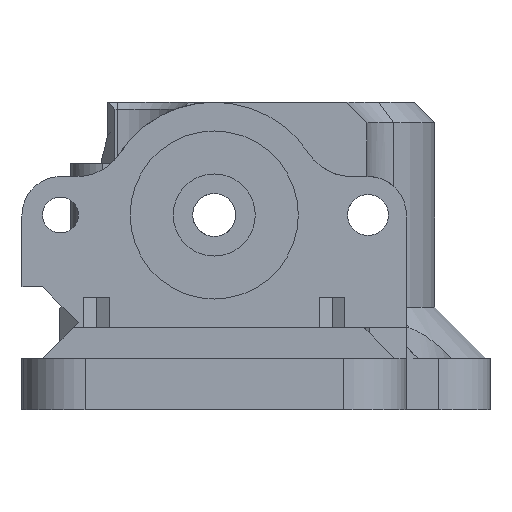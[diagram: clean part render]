
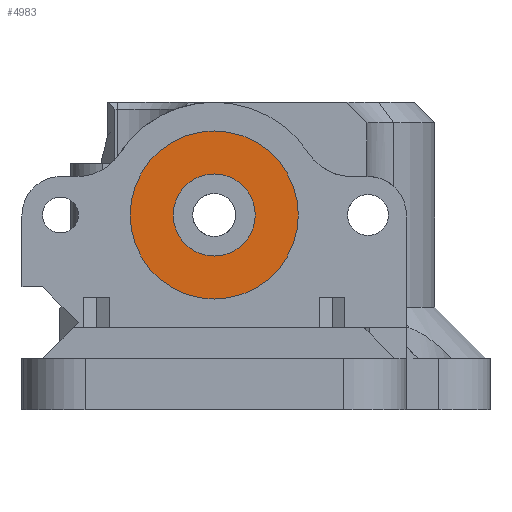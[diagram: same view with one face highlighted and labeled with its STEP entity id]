
A CAD part, front view. The second image highlights one B-rep face of the part: STEP entity #4983.
In plain terms, the highlighted planar face has unit normal (0, -1, 0).
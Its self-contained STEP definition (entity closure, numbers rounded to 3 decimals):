
#111 = CIRCLE ( 'NONE', #875, 8.2 ) ;
#488 = EDGE_CURVE ( 'NONE', #9388, #9114, #111, .T. ) ;
#875 = AXIS2_PLACEMENT_3D ( 'NONE', #8334, #9977, #2183 ) ;
#1268 = CARTESIAN_POINT ( 'NONE',  ( -27.7, 12.35, 19. ) ) ;
#1377 = EDGE_CURVE ( 'NONE', #9114, #9388, #5706, .T. ) ;
#1746 = ORIENTED_EDGE ( 'NONE', *, *, #488, .T. ) ;
#1806 = EDGE_CURVE ( 'NONE', #7895, #7864, #8780, .T. ) ;
#2100 = DIRECTION ( 'NONE',  ( 0., 0., -1. ) ) ;
#2183 = DIRECTION ( 'NONE',  ( 0., 0., -1. ) ) ;
#3313 = CARTESIAN_POINT ( 'NONE',  ( -27.7, 12.35, 10.8 ) ) ;
#3812 = EDGE_LOOP ( 'NONE', ( #5084, #8134 ) ) ;
#4007 = EDGE_CURVE ( 'NONE', #7864, #7895, #5032, .T. ) ;
#4374 = AXIS2_PLACEMENT_3D ( 'NONE', #1268, #5179, #2100 ) ;
#4736 = EDGE_LOOP ( 'NONE', ( #5844, #1746 ) ) ;
#4983 = ADVANCED_FACE ( 'NONE', ( #7623, #9477 ), #6789, .T. ) ;
#5032 = CIRCLE ( 'NONE', #9783, 4. ) ;
#5060 = CARTESIAN_POINT ( 'NONE',  ( -27.7, 12.35, 19. ) ) ;
#5084 = ORIENTED_EDGE ( 'NONE', *, *, #4007, .F. ) ;
#5179 = DIRECTION ( 'NONE',  ( 0., -1., 0. ) ) ;
#5368 = CARTESIAN_POINT ( 'NONE',  ( -27.7, 12.35, 19. ) ) ;
#5486 = CARTESIAN_POINT ( 'NONE',  ( -27.7, 12.35, 27.2 ) ) ;
#5706 = CIRCLE ( 'NONE', #5724, 8.2 ) ;
#5724 = AXIS2_PLACEMENT_3D ( 'NONE', #5060, #8219, #6654 ) ;
#5844 = ORIENTED_EDGE ( 'NONE', *, *, #1377, .T. ) ;
#5967 = CARTESIAN_POINT ( 'NONE',  ( -27.7, 12.35, 19. ) ) ;
#6086 = CARTESIAN_POINT ( 'NONE',  ( -27.7, 12.35, 15. ) ) ;
#6173 = DIRECTION ( 'NONE',  ( 0., 0., -1. ) ) ;
#6574 = AXIS2_PLACEMENT_3D ( 'NONE', #5967, #6754, #9935 ) ;
#6654 = DIRECTION ( 'NONE',  ( 0., 0., -1. ) ) ;
#6754 = DIRECTION ( 'NONE',  ( 0., -1., 0. ) ) ;
#6789 = PLANE ( 'NONE',  #4374 ) ;
#7089 = CARTESIAN_POINT ( 'NONE',  ( -27.7, 12.35, 23. ) ) ;
#7623 = FACE_OUTER_BOUND ( 'NONE', #4736, .T. ) ;
#7827 = DIRECTION ( 'NONE',  ( 0., -1., 0. ) ) ;
#7864 = VERTEX_POINT ( 'NONE', #6086 ) ;
#7895 = VERTEX_POINT ( 'NONE', #7089 ) ;
#8134 = ORIENTED_EDGE ( 'NONE', *, *, #1806, .F. ) ;
#8219 = DIRECTION ( 'NONE',  ( 0., -1., 0. ) ) ;
#8334 = CARTESIAN_POINT ( 'NONE',  ( -27.7, 12.35, 19. ) ) ;
#8780 = CIRCLE ( 'NONE', #6574, 4. ) ;
#9114 = VERTEX_POINT ( 'NONE', #3313 ) ;
#9388 = VERTEX_POINT ( 'NONE', #5486 ) ;
#9477 = FACE_BOUND ( 'NONE', #3812, .T. ) ;
#9783 = AXIS2_PLACEMENT_3D ( 'NONE', #5368, #7827, #6173 ) ;
#9935 = DIRECTION ( 'NONE',  ( 0., 0., -1. ) ) ;
#9977 = DIRECTION ( 'NONE',  ( 0., -1., 0. ) ) ;
